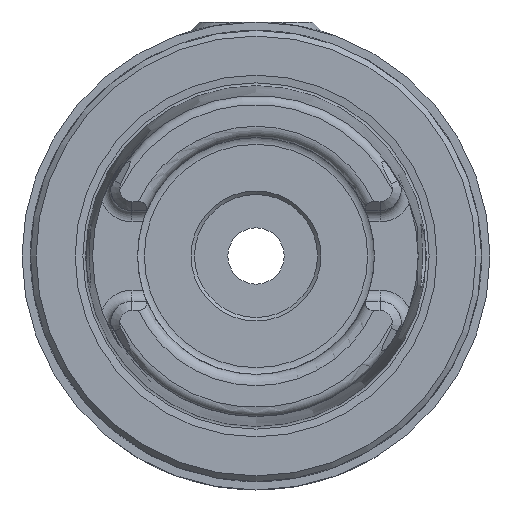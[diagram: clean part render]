
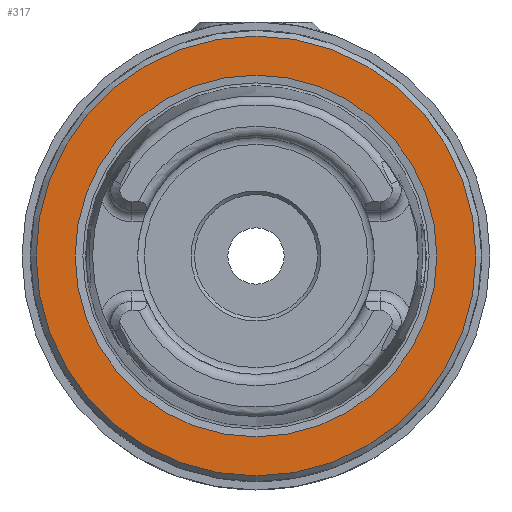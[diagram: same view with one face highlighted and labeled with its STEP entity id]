
A CAD part, left-side view. The second image highlights one B-rep face of the part: STEP entity #317.
In plain terms, the highlighted planar face has unit normal (-1, 0, 0).
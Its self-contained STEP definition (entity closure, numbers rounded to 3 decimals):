
#317 = ADVANCED_FACE( '', ( #744, #745 ), #746, .T. );
#744 = FACE_BOUND( '', #1290, .T. );
#745 = FACE_OUTER_BOUND( '', #1291, .T. );
#746 = PLANE( '', #1292 );
#1290 = EDGE_LOOP( '', ( #2158 ) );
#1291 = EDGE_LOOP( '', ( #2159 ) );
#1292 = AXIS2_PLACEMENT_3D( '', #2160, #2161, #2162 );
#2158 = ORIENTED_EDGE( '', *, *, #3151, .T. );
#2159 = ORIENTED_EDGE( '', *, *, #2931, .F. );
#2160 = CARTESIAN_POINT( '', ( 0., 0., -16.04 ) );
#2161 = DIRECTION( '', ( -1., 0., 0. ) );
#2162 = DIRECTION( '', ( 0., 0., 1. ) );
#2931 = EDGE_CURVE( '', #3439, #3439, #3440, .T. );
#3151 = EDGE_CURVE( '', #3811, #3811, #3812, .T. );
#3439 = VERTEX_POINT( '', #4202 );
#3440 = CIRCLE( '', #4203, 19.5 );
#3811 = VERTEX_POINT( '', #5189 );
#3812 = CIRCLE( '', #5190, 16.04 );
#4202 = CARTESIAN_POINT( '', ( 0., 0., -19.5 ) );
#4203 = AXIS2_PLACEMENT_3D( '', #6206, #6207, #6208 );
#5189 = CARTESIAN_POINT( '', ( 0., 0., -16.04 ) );
#5190 = AXIS2_PLACEMENT_3D( '', #6446, #6447, #6448 );
#6206 = CARTESIAN_POINT( '', ( 0., 0., 0. ) );
#6207 = DIRECTION( '', ( 1., 0., 0. ) );
#6208 = DIRECTION( '', ( 0., 0., -1. ) );
#6446 = CARTESIAN_POINT( '', ( 0., 0., 0. ) );
#6447 = DIRECTION( '', ( 1., 0., 0. ) );
#6448 = DIRECTION( '', ( 0., 0., -1. ) );
